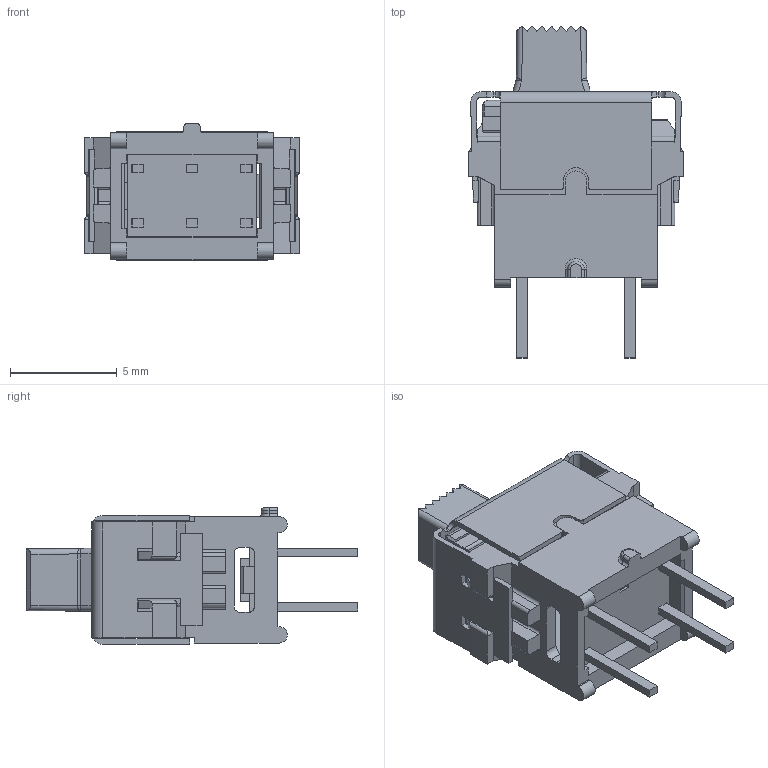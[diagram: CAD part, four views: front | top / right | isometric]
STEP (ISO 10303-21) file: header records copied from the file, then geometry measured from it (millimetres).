
FILE_DESCRIPTION(/* description */ ('STEP AP203'),/* implementation_level */ '2;1');
FILE_NAME(/* name */ 'ES02MCBE',/* time_stamp */ '2025-03-04T19:45:27+01:00',/* author */ ('License CC BY-ND 4.0'),/* organization */ ('CADENAS'),/* preprocessor_version */ 'ST-DEVELOPER v19.3',/* originating_system */ 'PARTsolutions',/* authorisation */ ' ');
FILE_SCHEMA (('CONFIG_CONTROL_DESIGN'));
Length unit declared in the file: inch
Products named in the file (4): ES02MCBE; ES02MCBE_PART1; ES02MCBE_PART2; ES02MCBE_PART3
Assembly tree (3 placements, depth 2):
  ES02MCBE
    ES02MCBE_PART1
    ES02MCBE_PART2
    ES02MCBE_PART3
Bounding box: 10.03 x 15.52 x 6.38 mm (x, y, z)
Volume: 225 mm3; surface area: 979.1 mm2
Topology: 3 solids, 3 shells, 490 faces, 1391 edges, 896 vertices
Faces by surface type: plane 356, cylinder 110, torus 14, bspline 8, sphere 2
Full cylindrical faces by diameter (mm): 0.597 x1, 0.711 x1, 1.676 x1
Entity records: 16214 total; most frequent: CARTESIAN_POINT 3320, ORIENTED_EDGE 2770, DIRECTION 2548, EDGE_CURVE 1385, LINE 1110, VECTOR 1110, VERTEX_POINT 893, AXIS2_PLACEMENT_3D 719
